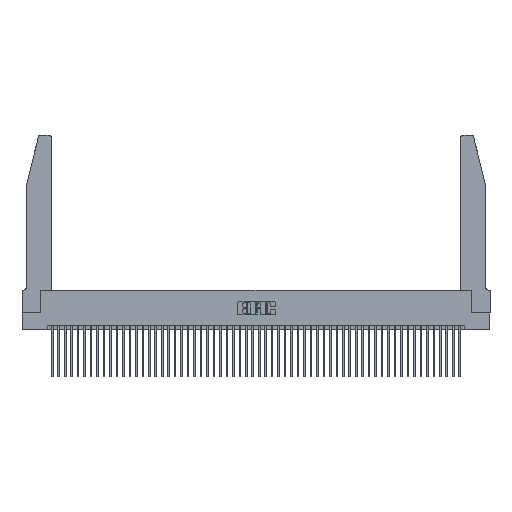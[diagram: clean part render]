
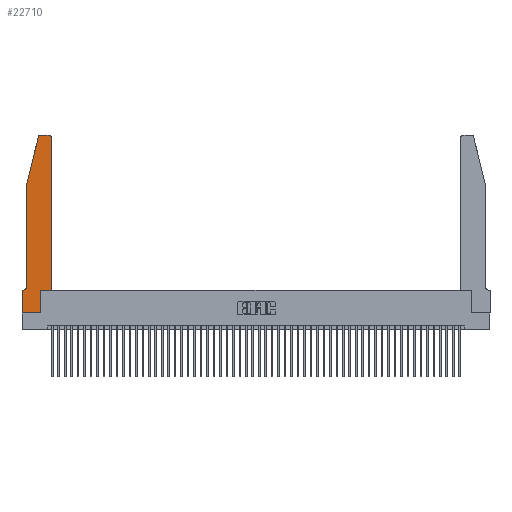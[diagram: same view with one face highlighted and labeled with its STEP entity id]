
A CAD part, top view. The second image highlights one B-rep face of the part: STEP entity #22710.
In plain terms, the highlighted planar face has unit normal (0, 0, 1).
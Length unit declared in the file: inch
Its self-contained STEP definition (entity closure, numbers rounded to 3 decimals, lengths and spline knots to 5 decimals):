
#798 = CARTESIAN_POINT ( 'NONE',  ( 0.2605, 2.75, 0.37 ) ) ;
#2296 = DIRECTION ( 'NONE',  ( 1., 0., 0. ) ) ;
#2894 = CARTESIAN_POINT ( 'NONE',  ( 0.4505, 0.35, 0.37 ) ) ;
#3342 = DIRECTION ( 'NONE',  ( 1., 0., 0. ) ) ;
#4283 = VERTEX_POINT ( 'NONE', #23795 ) ;
#4359 = CARTESIAN_POINT ( 'NONE',  ( 0.0755, 2., 0.37 ) ) ;
#4416 = DIRECTION ( 'NONE',  ( -1., 0., 0. ) ) ;
#4799 = VERTEX_POINT ( 'NONE', #23549 ) ;
#4825 = LINE ( 'NONE', #25389, #13135 ) ;
#5243 = DIRECTION ( 'NONE',  ( -0.239, -0.971, 0. ) ) ;
#5338 = ORIENTED_EDGE ( 'NONE', *, *, #38926, .T. ) ;
#5616 = AXIS2_PLACEMENT_3D ( 'NONE', #50426, #26509, #2296 ) ;
#6566 = CARTESIAN_POINT ( 'NONE',  ( 0.4505, 0.35, 0.37 ) ) ;
#6659 = EDGE_CURVE ( 'NONE', #24830, #31886, #10545, .T. ) ;
#6892 = CARTESIAN_POINT ( 'NONE',  ( 0.284, 2.72, 0.37 ) ) ;
#7105 = ORIENTED_EDGE ( 'NONE', *, *, #26539, .T. ) ;
#8647 = ORIENTED_EDGE ( 'NONE', *, *, #20729, .T. ) ;
#8715 = VECTOR ( 'NONE', #15881, 39.37008 ) ;
#9000 = CARTESIAN_POINT ( 'NONE',  ( 0.25487, 2.72718, 0.37 ) ) ;
#9196 = VECTOR ( 'NONE', #45829, 39.37008 ) ;
#9953 = CARTESIAN_POINT ( 'NONE',  ( 0., 0.35, 0.37 ) ) ;
#10545 = LINE ( 'NONE', #2894, #51916 ) ;
#10977 = DIRECTION ( 'NONE',  ( 1., 0., 0. ) ) ;
#11572 = EDGE_CURVE ( 'NONE', #31886, #4799, #19493, .T. ) ;
#11683 = DIRECTION ( 'NONE',  ( 0., -1., 0. ) ) ;
#11957 = EDGE_CURVE ( 'NONE', #27676, #35385, #45748, .T. ) ;
#13135 = VECTOR ( 'NONE', #5243, 39.37008 ) ;
#13151 = EDGE_CURVE ( 'NONE', #45697, #28643, #19951, .T. ) ;
#13815 = CARTESIAN_POINT ( 'NONE',  ( 0.2865, 0.35, 0.37 ) ) ;
#15881 = DIRECTION ( 'NONE',  ( 0., 1., 0. ) ) ;
#16065 = ORIENTED_EDGE ( 'NONE', *, *, #33269, .T. ) ;
#16345 = EDGE_CURVE ( 'NONE', #35385, #44185, #45904, .T. ) ;
#17184 = VECTOR ( 'NONE', #11683, 39.37008 ) ;
#17533 = ORIENTED_EDGE ( 'NONE', *, *, #11572, .T. ) ;
#18423 = LINE ( 'NONE', #48185, #17184 ) ;
#18632 = VERTEX_POINT ( 'NONE', #48826 ) ;
#18752 = EDGE_CURVE ( 'NONE', #46245, #24830, #30636, .T. ) ;
#19197 = DIRECTION ( 'NONE',  ( 1., 0., 0. ) ) ;
#19493 = LINE ( 'NONE', #47706, #8715 ) ;
#19875 = ORIENTED_EDGE ( 'NONE', *, *, #11957, .T. ) ;
#19951 = LINE ( 'NONE', #32661, #41264 ) ;
#20634 = DIRECTION ( 'NONE',  ( 0., -1., 0. ) ) ;
#20729 = EDGE_CURVE ( 'NONE', #52006, #46245, #50997, .T. ) ;
#21758 = CARTESIAN_POINT ( 'NONE',  ( 0.0055, 0.35, 0.37 ) ) ;
#22439 = PLANE ( 'NONE',  #5616 ) ;
#22518 = DIRECTION ( 'NONE',  ( 0., 0., -1. ) ) ;
#22710 = ADVANCED_FACE ( 'NONE', ( #41542 ), #22439, .T. ) ;
#23549 = CARTESIAN_POINT ( 'NONE',  ( 0.4505, 2.72, 0.37 ) ) ;
#23586 = CARTESIAN_POINT ( 'NONE',  ( 0.4205, 2.75, 0.37 ) ) ;
#23795 = CARTESIAN_POINT ( 'NONE',  ( 0.0755, 0.42, 0.37 ) ) ;
#24634 = EDGE_LOOP ( 'NONE', ( #19875, #27685, #5338, #41110, #16065, #41786, #7105, #8647, #28555, #42389, #17533, #29712 ) ) ;
#24830 = VERTEX_POINT ( 'NONE', #29849 ) ;
#25377 = EDGE_CURVE ( 'NONE', #18632, #4283, #48563, .T. ) ;
#25389 = CARTESIAN_POINT ( 'NONE',  ( 0.0755, 2., 0.37 ) ) ;
#26509 = DIRECTION ( 'NONE',  ( 0., 0., 1. ) ) ;
#26539 = EDGE_CURVE ( 'NONE', #28643, #52006, #18423, .T. ) ;
#26775 = CARTESIAN_POINT ( 'NONE',  ( 0., 0., 0.37 ) ) ;
#27369 = AXIS2_PLACEMENT_3D ( 'NONE', #51435, #27547, #3342 ) ;
#27547 = DIRECTION ( 'NONE',  ( 0., 0., 1. ) ) ;
#27676 = VERTEX_POINT ( 'NONE', #23586 ) ;
#27685 = ORIENTED_EDGE ( 'NONE', *, *, #16345, .T. ) ;
#28090 = CIRCLE ( 'NONE', #27369, 0.03 ) ;
#28555 = ORIENTED_EDGE ( 'NONE', *, *, #18752, .T. ) ;
#28605 = AXIS2_PLACEMENT_3D ( 'NONE', #46491, #22518, #50504 ) ;
#28643 = VERTEX_POINT ( 'NONE', #9953 ) ;
#29111 = CARTESIAN_POINT ( 'NONE',  ( 0.2865, 0., 0.37 ) ) ;
#29712 = ORIENTED_EDGE ( 'NONE', *, *, #43995, .T. ) ;
#29800 = VECTOR ( 'NONE', #30824, 39.37008 ) ;
#29849 = CARTESIAN_POINT ( 'NONE',  ( 0.2865, 0.35, 0.37 ) ) ;
#30636 = LINE ( 'NONE', #13815, #9196 ) ;
#30824 = DIRECTION ( 'NONE',  ( 1., 0., 0. ) ) ;
#31886 = VERTEX_POINT ( 'NONE', #6566 ) ;
#32661 = CARTESIAN_POINT ( 'NONE',  ( 0.0755, 0.35, 0.37 ) ) ;
#33269 = EDGE_CURVE ( 'NONE', #4283, #45697, #52009, .T. ) ;
#33906 = VECTOR ( 'NONE', #40959, 39.37008 ) ;
#35089 = DIRECTION ( 'NONE',  ( 0., 0., 1. ) ) ;
#35385 = VERTEX_POINT ( 'NONE', #51673 ) ;
#38926 = EDGE_CURVE ( 'NONE', #44185, #18632, #4825, .T. ) ;
#39531 = CARTESIAN_POINT ( 'NONE',  ( 0., 0., 0.37 ) ) ;
#40836 = AXIS2_PLACEMENT_3D ( 'NONE', #6892, #35089, #10977 ) ;
#40959 = DIRECTION ( 'NONE',  ( -1., 0., 0. ) ) ;
#41110 = ORIENTED_EDGE ( 'NONE', *, *, #25377, .T. ) ;
#41264 = VECTOR ( 'NONE', #4416, 39.37008 ) ;
#41542 = FACE_OUTER_BOUND ( 'NONE', #24634, .T. ) ;
#41786 = ORIENTED_EDGE ( 'NONE', *, *, #13151, .T. ) ;
#42389 = ORIENTED_EDGE ( 'NONE', *, *, #6659, .T. ) ;
#43995 = EDGE_CURVE ( 'NONE', #4799, #27676, #28090, .T. ) ;
#44185 = VERTEX_POINT ( 'NONE', #9000 ) ;
#45697 = VERTEX_POINT ( 'NONE', #21758 ) ;
#45748 = LINE ( 'NONE', #798, #33906 ) ;
#45829 = DIRECTION ( 'NONE',  ( 0., 1., 0. ) ) ;
#45904 = CIRCLE ( 'NONE', #40836, 0.03 ) ;
#46245 = VERTEX_POINT ( 'NONE', #29111 ) ;
#46491 = CARTESIAN_POINT ( 'NONE',  ( 0.0055, 0.42, 0.37 ) ) ;
#47286 = VECTOR ( 'NONE', #20634, 39.37008 ) ;
#47706 = CARTESIAN_POINT ( 'NONE',  ( 0.4505, 0.35, 0.37 ) ) ;
#48185 = CARTESIAN_POINT ( 'NONE',  ( 0., 0., 0.37 ) ) ;
#48563 = LINE ( 'NONE', #4359, #47286 ) ;
#48826 = CARTESIAN_POINT ( 'NONE',  ( 0.0755, 2., 0.37 ) ) ;
#50426 = CARTESIAN_POINT ( 'NONE',  ( 0., 0.35, 0.37 ) ) ;
#50504 = DIRECTION ( 'NONE',  ( -1., 0., 0. ) ) ;
#50997 = LINE ( 'NONE', #26775, #29800 ) ;
#51435 = CARTESIAN_POINT ( 'NONE',  ( 0.4205, 2.72, 0.37 ) ) ;
#51673 = CARTESIAN_POINT ( 'NONE',  ( 0.284, 2.75, 0.37 ) ) ;
#51916 = VECTOR ( 'NONE', #19197, 39.37008 ) ;
#52006 = VERTEX_POINT ( 'NONE', #39531 ) ;
#52009 = CIRCLE ( 'NONE', #28605, 0.07 ) ;
